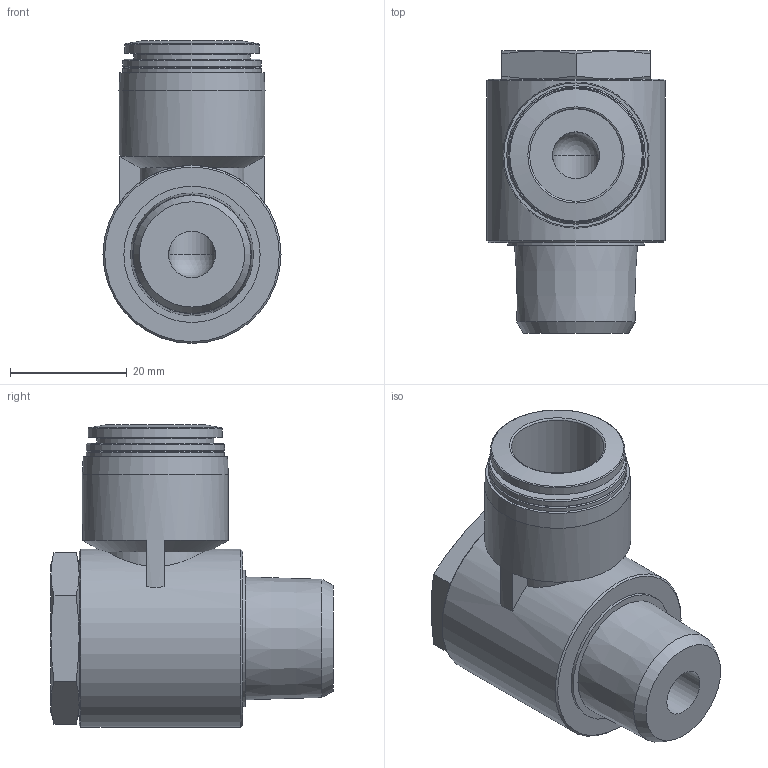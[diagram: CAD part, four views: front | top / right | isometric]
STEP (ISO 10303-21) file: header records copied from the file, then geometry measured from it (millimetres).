
FILE_DESCRIPTION(/* description */ ('STEP AP214'),/* implementation_level */ '2;1');
FILE_NAME(/* name */ '190752_QSLV-1_2-5_8-U',/* time_stamp */ '2024-09-14T10:20:36+02:00',/* author */ ('License CC BY-ND 4.0'),/* organization */ ('CADENAS'),/* preprocessor_version */ 'ST-DEVELOPER v19.3',/* originating_system */ 'PARTsolutions',/* authorisation */ ' ');
FILE_SCHEMA (('AUTOMOTIVE_DESIGN {1 0 10303 214 3 1 1}'));
Length unit declared in the file: millimetre
Products named in the file (1): 190752 QSLV-1/2-5/8-U
Bounding box: 30.48 x 48.3 x 51.84 mm (x, y, z)
Volume: 31389.1 mm3; surface area: 9939.5 mm2
Topology: 1 solids, 1 shells, 60 faces, 130 edges, 78 vertices
Faces by surface type: cone 23, plane 19, cylinder 14, torus 3, sphere 1
Full cylindrical faces by diameter (mm): 8 x2, 15.875 x1, 20 x1, 23 x1, 23.336 x1, 23.7 x2, 25 x1, 30.48 x1
Entity records: 1964 total; most frequent: CARTESIAN_POINT 358, DIRECTION 242, ORIENTED_EDGE 206, AXIS2_PLACEMENT_3D 114, EDGE_CURVE 103, EDGE_LOOP 91, FACE_BOUND 91, VERTEX_POINT 74
